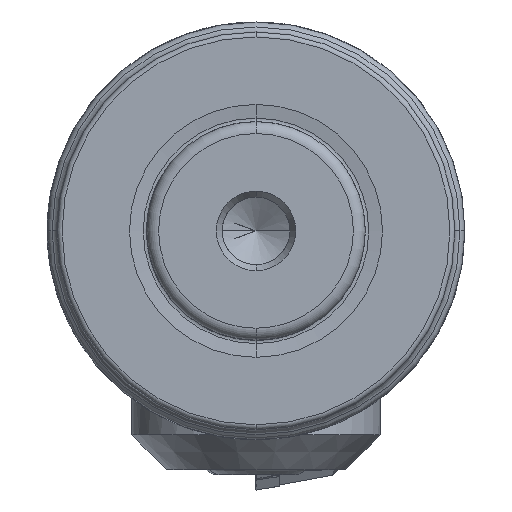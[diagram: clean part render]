
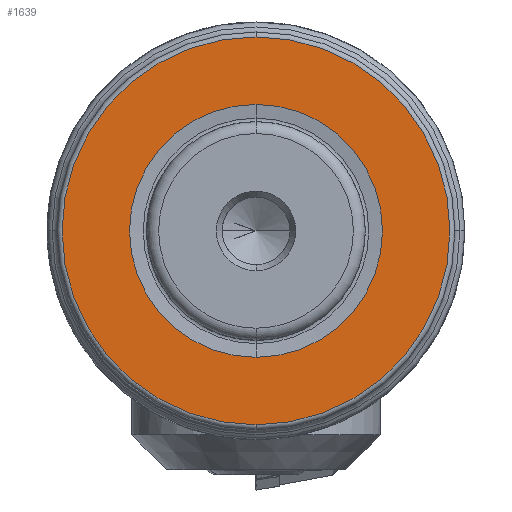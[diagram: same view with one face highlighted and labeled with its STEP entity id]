
A CAD part, left-side view. The second image highlights one B-rep face of the part: STEP entity #1639.
In plain terms, the highlighted planar face has unit normal (-1, 0, 0).
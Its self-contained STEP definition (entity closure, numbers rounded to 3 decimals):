
#421 = ORIENTED_EDGE ( 'NONE', *, *, #23355, .F. ) ;
#574 = DIRECTION ( 'NONE',  ( 0., 0., 1. ) ) ;
#1337 = AXIS2_PLACEMENT_3D ( 'NONE', #29793, #15683, #1436 ) ;
#1400 = CIRCLE ( 'NONE', #1337, 12.715 ) ;
#1436 = DIRECTION ( 'NONE',  ( 0., 0., 1. ) ) ;
#1639 = ADVANCED_FACE ( 'NONE', ( #1734, #19972 ), #4444, .F. ) ;
#1734 = FACE_BOUND ( 'NONE', #2794, .T. ) ;
#2794 = EDGE_LOOP ( 'NONE', ( #421, #18472 ) ) ;
#3019 = CIRCLE ( 'NONE', #20060, 12.715 ) ;
#3264 = DIRECTION ( 'NONE',  ( -1., 0., 0. ) ) ;
#3836 = AXIS2_PLACEMENT_3D ( 'NONE', #28942, #14817, #574 ) ;
#4439 = CARTESIAN_POINT ( 'NONE',  ( 0., 0., 0. ) ) ;
#4444 = PLANE ( 'NONE',  #13990 ) ;
#5858 = EDGE_CURVE ( 'NONE', #26666, #29976, #3019, .T. ) ;
#6464 = DIRECTION ( 'NONE',  ( 0., 0., -1. ) ) ;
#6591 = CARTESIAN_POINT ( 'NONE',  ( 0., 0., -19.5 ) ) ;
#6673 = DIRECTION ( 'NONE',  ( 1., 0., 0. ) ) ;
#6867 = DIRECTION ( 'NONE',  ( 0., 0., 1. ) ) ;
#10210 = CARTESIAN_POINT ( 'NONE',  ( 0., 0., 19.5 ) ) ;
#11247 = AXIS2_PLACEMENT_3D ( 'NONE', #4439, #21154, #6867 ) ;
#13990 = AXIS2_PLACEMENT_3D ( 'NONE', #14926, #6673, #6464 ) ;
#14241 = CARTESIAN_POINT ( 'NONE',  ( 0., 0., 12.715 ) ) ;
#14791 = ORIENTED_EDGE ( 'NONE', *, *, #21584, .T. ) ;
#14817 = DIRECTION ( 'NONE',  ( -1., 0., 0. ) ) ;
#14926 = CARTESIAN_POINT ( 'NONE',  ( 0., 12.715, 0. ) ) ;
#15683 = DIRECTION ( 'NONE',  ( -1., 0., 0. ) ) ;
#16635 = ORIENTED_EDGE ( 'NONE', *, *, #21256, .T. ) ;
#17535 = CARTESIAN_POINT ( 'NONE',  ( 0., 0., 0. ) ) ;
#17802 = CIRCLE ( 'NONE', #3836, 19.5 ) ;
#18472 = ORIENTED_EDGE ( 'NONE', *, *, #5858, .F. ) ;
#18901 = CIRCLE ( 'NONE', #11247, 19.5 ) ;
#19930 = DIRECTION ( 'NONE',  ( 0., 0., 1. ) ) ;
#19972 = FACE_OUTER_BOUND ( 'NONE', #21088, .T. ) ;
#20039 = VERTEX_POINT ( 'NONE', #6591 ) ;
#20060 = AXIS2_PLACEMENT_3D ( 'NONE', #17535, #3264, #19930 ) ;
#21088 = EDGE_LOOP ( 'NONE', ( #16635, #14791 ) ) ;
#21154 = DIRECTION ( 'NONE',  ( -1., 0., 0. ) ) ;
#21256 = EDGE_CURVE ( 'NONE', #25833, #20039, #17802, .T. ) ;
#21584 = EDGE_CURVE ( 'NONE', #20039, #25833, #18901, .T. ) ;
#23214 = CARTESIAN_POINT ( 'NONE',  ( 0., 0., -12.715 ) ) ;
#23355 = EDGE_CURVE ( 'NONE', #29976, #26666, #1400, .T. ) ;
#25833 = VERTEX_POINT ( 'NONE', #10210 ) ;
#26666 = VERTEX_POINT ( 'NONE', #23214 ) ;
#28942 = CARTESIAN_POINT ( 'NONE',  ( 0., 0., 0. ) ) ;
#29793 = CARTESIAN_POINT ( 'NONE',  ( 0., 0., 0. ) ) ;
#29976 = VERTEX_POINT ( 'NONE', #14241 ) ;
